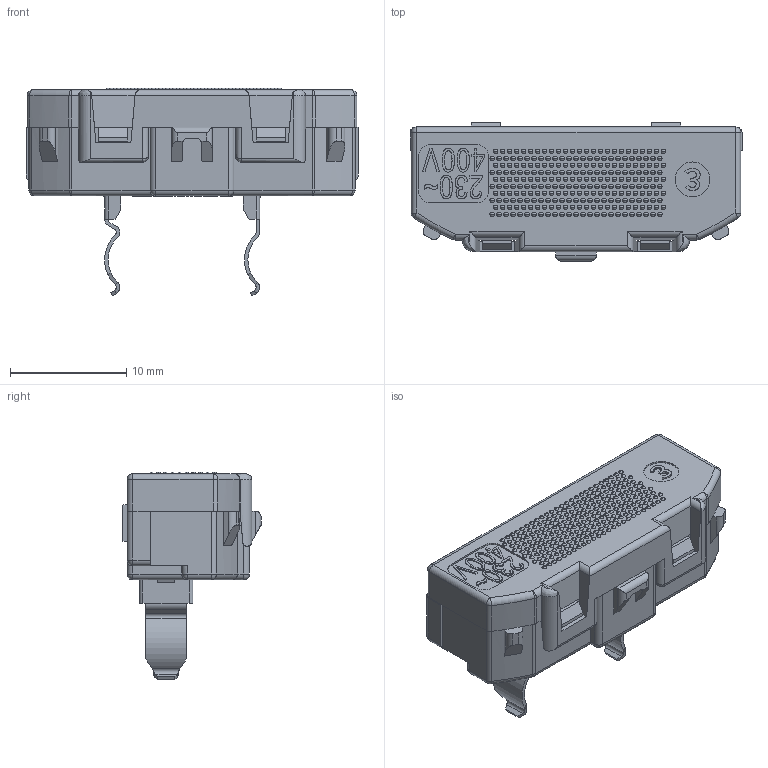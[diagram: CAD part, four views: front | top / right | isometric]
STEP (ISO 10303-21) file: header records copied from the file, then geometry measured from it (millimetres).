
FILE_DESCRIPTION((''),'2;1');
FILE_NAME('WDE1600W','2025-04-03T09:42:21',('bassanm'),(''),'CREO PARAMETRIC BY PTC INC, 2023154','CREO PARAMETRIC BY PTC INC, 2023154','');
FILE_SCHEMA(('CONFIG_CONTROL_DESIGN','SHAPE_APPEARANCE_LAYERS_GROUPS'));
Products named in the file (1): WDE1600W
Bounding box: 28.5 x 11.85 x 17.84 mm (x, y, z)
Volume: 1313 mm3; surface area: 3161.6 mm2
Topology: 1 solids, 1 shells, 1552 faces, 4448 edges, 2657 vertices
Faces by surface type: plane 608, sphere 518, cylinder 222, extrusion 178, bspline 20, torus 4, cone 2
Entity records: 62147 total; most frequent: CARTESIAN_POINT 13840, ORIENTED_EDGE 7856, DIRECTION 7680, EDGE_CURVE 3928, AXIS2_PLACEMENT_3D 2730, VERTEX_POINT 2657, VECTOR 2220, LINE 2042
